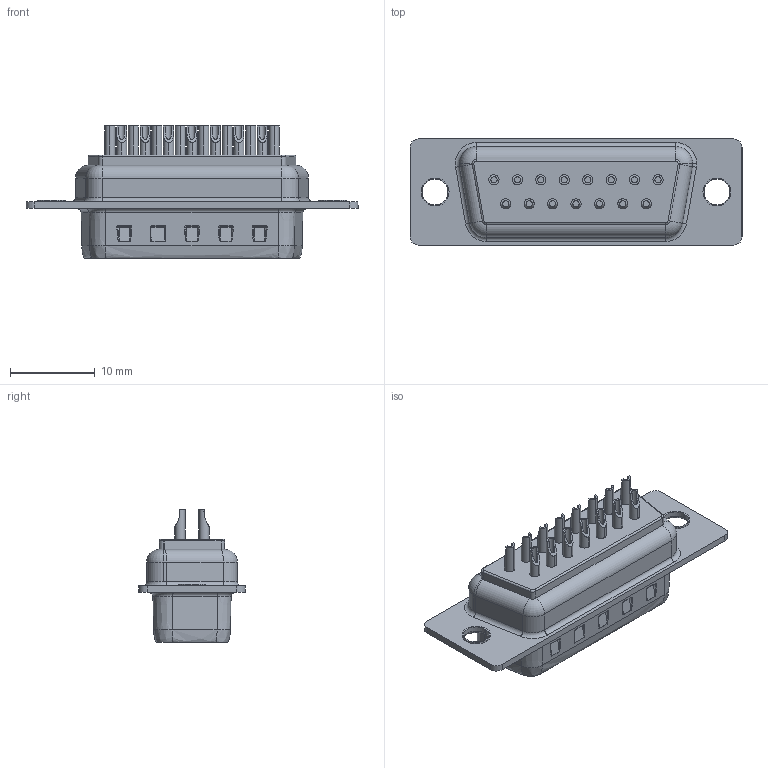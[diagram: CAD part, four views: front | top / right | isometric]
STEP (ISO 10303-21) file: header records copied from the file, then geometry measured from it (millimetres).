
FILE_DESCRIPTION (( 'STEP AP214' ), '1' );
FILE_NAME ('FDM1503-M0WS101W1K-REF.STEP', '2025-02-07T09:17:35', ( '' ), ( '' ), 'SwSTEP 2.0', 'SolidWorks 2021', '' );
FILE_SCHEMA (( 'AUTOMOTIVE_DESIGN' ));
Length unit declared in the file: millimetre
Products named in the file (1): FDM1503-M0WS101W1K-REF
Bounding box: 39.25 x 12.55 x 15.7 mm (x, y, z)
Volume: 1968.1 mm3; surface area: 2876.2 mm2
Topology: 1 solids, 2 shells, 620 faces, 1496 edges, 885 vertices
Faces by surface type: cylinder 308, plane 145, bspline 66, sphere 54, torus 37, cone 10
Entity records: 19883 total; most frequent: CARTESIAN_POINT 6498, ORIENTED_EDGE 2814, DIRECTION 2807, EDGE_CURVE 1407, AXIS2_PLACEMENT_3D 1115, VERTEX_POINT 844, EDGE_LOOP 679, FACE_OUTER_BOUND 620
